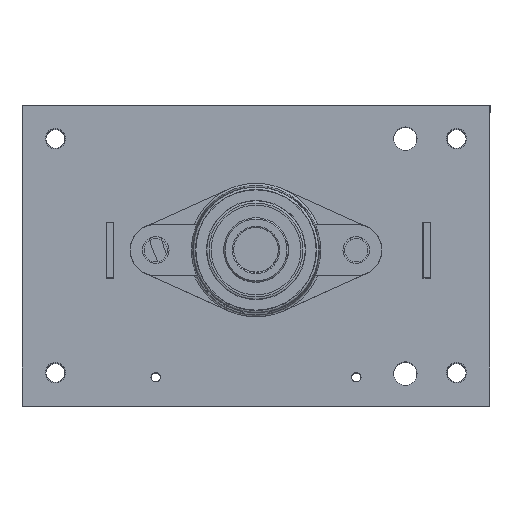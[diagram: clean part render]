
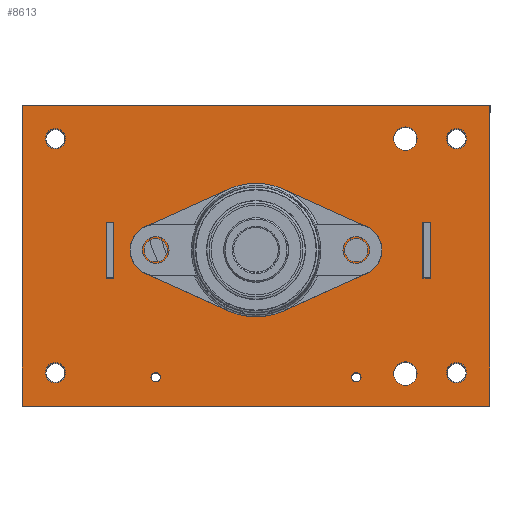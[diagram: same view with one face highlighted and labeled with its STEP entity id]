
A CAD part, top view. The second image highlights one B-rep face of the part: STEP entity #8613.
In plain terms, the highlighted planar face has unit normal (0, 0, 1).
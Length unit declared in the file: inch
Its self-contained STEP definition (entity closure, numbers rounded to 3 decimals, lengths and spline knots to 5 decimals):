
#360=CIRCLE('',#9477,0.82677);
#362=CIRCLE('',#9480,0.20669);
#364=CIRCLE('',#9483,0.20669);
#366=CIRCLE('',#9486,0.20669);
#368=CIRCLE('',#9489,0.20669);
#370=CIRCLE('',#9500,0.17717);
#372=CIRCLE('',#9503,0.17717);
#374=CIRCLE('',#9506,0.17717);
#376=CIRCLE('',#9509,0.17717);
#378=CIRCLE('',#9512,0.08335);
#380=CIRCLE('',#9515,0.08335);
#735=FACE_BOUND('',#1437,.T.);
#736=FACE_BOUND('',#1438,.T.);
#737=FACE_BOUND('',#1439,.T.);
#738=FACE_BOUND('',#1440,.T.);
#739=FACE_BOUND('',#1441,.T.);
#740=FACE_BOUND('',#1442,.T.);
#741=FACE_BOUND('',#1443,.T.);
#742=FACE_BOUND('',#1444,.T.);
#743=FACE_BOUND('',#1445,.T.);
#744=FACE_BOUND('',#1446,.T.);
#745=FACE_BOUND('',#1447,.T.);
#746=FACE_BOUND('',#1448,.T.);
#747=FACE_BOUND('',#1449,.T.);
#952=FACE_OUTER_BOUND('',#1436,.T.);
#1436=EDGE_LOOP('',(#5993,#5994,#5995,#5996));
#1437=EDGE_LOOP('',(#5997));
#1438=EDGE_LOOP('',(#5998));
#1439=EDGE_LOOP('',(#5999));
#1440=EDGE_LOOP('',(#6000));
#1441=EDGE_LOOP('',(#6001));
#1442=EDGE_LOOP('',(#6002,#6003,#6004,#6005));
#1443=EDGE_LOOP('',(#6006,#6007,#6008,#6009));
#1444=EDGE_LOOP('',(#6010));
#1445=EDGE_LOOP('',(#6011));
#1446=EDGE_LOOP('',(#6012));
#1447=EDGE_LOOP('',(#6013));
#1448=EDGE_LOOP('',(#6014));
#1449=EDGE_LOOP('',(#6015));
#2111=LINE('',#12908,#2992);
#2115=LINE('',#12915,#2996);
#2118=LINE('',#12921,#2999);
#2120=LINE('',#12924,#3001);
#2123=LINE('',#12932,#3004);
#2127=LINE('',#12939,#3008);
#2130=LINE('',#12945,#3011);
#2132=LINE('',#12948,#3013);
#2135=LINE('',#12986,#3016);
#2138=LINE('',#12992,#3019);
#2141=LINE('',#12998,#3022);
#2144=LINE('',#13002,#3025);
#2992=VECTOR('',#10476,0.3937);
#2996=VECTOR('',#10482,0.3937);
#2999=VECTOR('',#10487,0.3937);
#3001=VECTOR('',#10491,0.3937);
#3004=VECTOR('',#10496,0.3937);
#3008=VECTOR('',#10502,0.3937);
#3011=VECTOR('',#10507,0.3937);
#3013=VECTOR('',#10511,0.3937);
#3016=VECTOR('',#10552,0.3937);
#3019=VECTOR('',#10557,0.3937);
#3022=VECTOR('',#10562,0.3937);
#3025=VECTOR('',#10567,0.3937);
#3819=VERTEX_POINT('',#12877);
#3821=VERTEX_POINT('',#12882);
#3823=VERTEX_POINT('',#12887);
#3825=VERTEX_POINT('',#12892);
#3827=VERTEX_POINT('',#12897);
#3831=VERTEX_POINT('',#12905);
#3832=VERTEX_POINT('',#12907);
#3834=VERTEX_POINT('',#12913);
#3836=VERTEX_POINT('',#12919);
#3839=VERTEX_POINT('',#12929);
#3840=VERTEX_POINT('',#12931);
#3842=VERTEX_POINT('',#12937);
#3844=VERTEX_POINT('',#12943);
#3845=VERTEX_POINT('',#12950);
#3847=VERTEX_POINT('',#12955);
#3849=VERTEX_POINT('',#12960);
#3851=VERTEX_POINT('',#12965);
#3853=VERTEX_POINT('',#12970);
#3855=VERTEX_POINT('',#12975);
#3859=VERTEX_POINT('',#12983);
#3860=VERTEX_POINT('',#12985);
#3862=VERTEX_POINT('',#12991);
#3864=VERTEX_POINT('',#12997);
#4643=EDGE_CURVE('',#3819,#3819,#360,.T.);
#4645=EDGE_CURVE('',#3821,#3821,#362,.T.);
#4647=EDGE_CURVE('',#3823,#3823,#364,.T.);
#4649=EDGE_CURVE('',#3825,#3825,#366,.T.);
#4651=EDGE_CURVE('',#3827,#3827,#368,.T.);
#4655=EDGE_CURVE('',#3832,#3831,#2111,.T.);
#4659=EDGE_CURVE('',#3831,#3834,#2115,.T.);
#4662=EDGE_CURVE('',#3834,#3836,#2118,.T.);
#4664=EDGE_CURVE('',#3836,#3832,#2120,.T.);
#4667=EDGE_CURVE('',#3840,#3839,#2123,.T.);
#4671=EDGE_CURVE('',#3839,#3842,#2127,.T.);
#4674=EDGE_CURVE('',#3842,#3844,#2130,.T.);
#4676=EDGE_CURVE('',#3844,#3840,#2132,.T.);
#4677=EDGE_CURVE('',#3845,#3845,#370,.T.);
#4679=EDGE_CURVE('',#3847,#3847,#372,.T.);
#4681=EDGE_CURVE('',#3849,#3849,#374,.T.);
#4683=EDGE_CURVE('',#3851,#3851,#376,.T.);
#4685=EDGE_CURVE('',#3853,#3853,#378,.T.);
#4687=EDGE_CURVE('',#3855,#3855,#380,.T.);
#4691=EDGE_CURVE('',#3860,#3859,#2135,.T.);
#4694=EDGE_CURVE('',#3862,#3860,#2138,.T.);
#4697=EDGE_CURVE('',#3864,#3862,#2141,.T.);
#4700=EDGE_CURVE('',#3859,#3864,#2144,.T.);
#5993=ORIENTED_EDGE('',*,*,#4700,.T.);
#5994=ORIENTED_EDGE('',*,*,#4697,.T.);
#5995=ORIENTED_EDGE('',*,*,#4694,.T.);
#5996=ORIENTED_EDGE('',*,*,#4691,.T.);
#5997=ORIENTED_EDGE('',*,*,#4643,.T.);
#5998=ORIENTED_EDGE('',*,*,#4645,.T.);
#5999=ORIENTED_EDGE('',*,*,#4647,.T.);
#6000=ORIENTED_EDGE('',*,*,#4649,.T.);
#6001=ORIENTED_EDGE('',*,*,#4651,.T.);
#6002=ORIENTED_EDGE('',*,*,#4655,.T.);
#6003=ORIENTED_EDGE('',*,*,#4659,.T.);
#6004=ORIENTED_EDGE('',*,*,#4662,.T.);
#6005=ORIENTED_EDGE('',*,*,#4664,.T.);
#6006=ORIENTED_EDGE('',*,*,#4667,.T.);
#6007=ORIENTED_EDGE('',*,*,#4671,.T.);
#6008=ORIENTED_EDGE('',*,*,#4674,.T.);
#6009=ORIENTED_EDGE('',*,*,#4676,.T.);
#6010=ORIENTED_EDGE('',*,*,#4677,.T.);
#6011=ORIENTED_EDGE('',*,*,#4679,.T.);
#6012=ORIENTED_EDGE('',*,*,#4681,.T.);
#6013=ORIENTED_EDGE('',*,*,#4683,.T.);
#6014=ORIENTED_EDGE('',*,*,#4685,.T.);
#6015=ORIENTED_EDGE('',*,*,#4687,.T.);
#7857=PLANE('',#9522);
#8613=ADVANCED_FACE('',(#952,#735,#736,#737,#738,#739,#740,#741,#742,#743,
#744,#745,#746,#747),#7857,.T.);
#9477=AXIS2_PLACEMENT_3D('',#12878,#10444,#10445);
#9480=AXIS2_PLACEMENT_3D('',#12883,#10450,#10451);
#9483=AXIS2_PLACEMENT_3D('',#12888,#10456,#10457);
#9486=AXIS2_PLACEMENT_3D('',#12893,#10462,#10463);
#9489=AXIS2_PLACEMENT_3D('',#12898,#10468,#10469);
#9500=AXIS2_PLACEMENT_3D('',#12951,#10514,#10515);
#9503=AXIS2_PLACEMENT_3D('',#12956,#10520,#10521);
#9506=AXIS2_PLACEMENT_3D('',#12961,#10526,#10527);
#9509=AXIS2_PLACEMENT_3D('',#12966,#10532,#10533);
#9512=AXIS2_PLACEMENT_3D('',#12971,#10538,#10539);
#9515=AXIS2_PLACEMENT_3D('',#12976,#10544,#10545);
#9522=AXIS2_PLACEMENT_3D('',#13004,#10570,#10571);
#10444=DIRECTION('center_axis',(0.,0.,-1.));
#10445=DIRECTION('ref_axis',(-1.,0.,0.));
#10450=DIRECTION('center_axis',(0.,0.,-1.));
#10451=DIRECTION('ref_axis',(-1.,0.,0.));
#10456=DIRECTION('center_axis',(0.,0.,-1.));
#10457=DIRECTION('ref_axis',(-1.,0.,0.));
#10462=DIRECTION('center_axis',(0.,0.,-1.));
#10463=DIRECTION('ref_axis',(-1.,0.,0.));
#10468=DIRECTION('center_axis',(0.,0.,-1.));
#10469=DIRECTION('ref_axis',(-1.,0.,0.));
#10476=DIRECTION('',(0.,1.,0.));
#10482=DIRECTION('',(1.,0.,0.));
#10487=DIRECTION('',(0.,-1.,0.));
#10491=DIRECTION('',(-1.,0.,0.));
#10496=DIRECTION('',(0.,1.,0.));
#10502=DIRECTION('',(1.,0.,0.));
#10507=DIRECTION('',(0.,-1.,0.));
#10511=DIRECTION('',(-1.,0.,0.));
#10514=DIRECTION('center_axis',(0.,0.,-1.));
#10515=DIRECTION('ref_axis',(-1.,0.,0.));
#10520=DIRECTION('center_axis',(0.,0.,-1.));
#10521=DIRECTION('ref_axis',(-1.,0.,0.));
#10526=DIRECTION('center_axis',(0.,0.,-1.));
#10527=DIRECTION('ref_axis',(-1.,0.,0.));
#10532=DIRECTION('center_axis',(0.,0.,-1.));
#10533=DIRECTION('ref_axis',(-1.,0.,0.));
#10538=DIRECTION('center_axis',(0.,0.,-1.));
#10539=DIRECTION('ref_axis',(-1.,0.,0.));
#10544=DIRECTION('center_axis',(0.,0.,-1.));
#10545=DIRECTION('ref_axis',(-1.,0.,0.));
#10552=DIRECTION('',(0.,1.,0.));
#10557=DIRECTION('',(1.,0.,0.));
#10562=DIRECTION('',(0.,-1.,0.));
#10567=DIRECTION('',(-1.,0.,0.));
#10570=DIRECTION('center_axis',(0.,0.,1.));
#10571=DIRECTION('ref_axis',(1.,0.,0.));
#12877=CARTESIAN_POINT('',(-2.12598,0.,0.25));
#12878=CARTESIAN_POINT('Origin',(-2.95276,0.,
0.25));
#12882=CARTESIAN_POINT('',(-0.10827,-2.18144,0.25));
#12883=CARTESIAN_POINT('Origin',(-0.31496,-2.18144,0.25));
#12887=CARTESIAN_POINT('',(-0.10827,1.9685,0.25));
#12888=CARTESIAN_POINT('Origin',(-0.31496,1.9685,0.25));
#12892=CARTESIAN_POINT('',(-0.97441,0.,0.25));
#12893=CARTESIAN_POINT('Origin',(-1.1811,0.,
0.25));
#12897=CARTESIAN_POINT('',(-4.51772,0.,0.25));
#12898=CARTESIAN_POINT('Origin',(-4.72441,0.,
0.25));
#12905=CARTESIAN_POINT('',(-0.00394,0.49606,0.25));
#12907=CARTESIAN_POINT('',(-0.00394,-0.49606,0.25));
#12908=CARTESIAN_POINT('',(-0.00394,0.19882,0.25));
#12913=CARTESIAN_POINT('',(0.12606,0.49606,0.25));
#12915=CARTESIAN_POINT('',(-1.41335,0.49606,0.25));
#12919=CARTESIAN_POINT('',(0.12606,-0.49606,0.25));
#12921=CARTESIAN_POINT('',(0.12606,-0.29724,0.25));
#12924=CARTESIAN_POINT('',(-1.47835,-0.49606,0.25));
#12929=CARTESIAN_POINT('',(-5.60244,0.49213,0.25));
#12931=CARTESIAN_POINT('',(-5.60244,-0.5,0.25));
#12932=CARTESIAN_POINT('',(-5.60244,0.19685,0.25));
#12937=CARTESIAN_POINT('',(-5.47244,0.49213,0.25));
#12939=CARTESIAN_POINT('',(-4.2126,0.49213,0.25));
#12943=CARTESIAN_POINT('',(-5.47244,-0.5,0.25));
#12945=CARTESIAN_POINT('',(-5.47244,-0.29921,0.25));
#12948=CARTESIAN_POINT('',(-4.2776,-0.5,0.25));
#12950=CARTESIAN_POINT('',(0.76772,-2.16535,0.25));
#12951=CARTESIAN_POINT('Origin',(0.59055,-2.16535,0.25));
#12955=CARTESIAN_POINT('',(-6.3189,1.9685,0.25));
#12956=CARTESIAN_POINT('Origin',(-6.49606,1.9685,0.25));
#12960=CARTESIAN_POINT('',(-6.3189,-2.16535,0.25));
#12961=CARTESIAN_POINT('Origin',(-6.49606,-2.16535,0.25));
#12965=CARTESIAN_POINT('',(0.76772,1.9685,0.25));
#12966=CARTESIAN_POINT('Origin',(0.59055,1.9685,0.25));
#12970=CARTESIAN_POINT('',(-4.64106,-2.24409,0.25));
#12971=CARTESIAN_POINT('Origin',(-4.72441,-2.24409,0.25));
#12975=CARTESIAN_POINT('',(-1.09776,-2.24409,0.25));
#12976=CARTESIAN_POINT('Origin',(-1.1811,-2.24409,0.25));
#12983=CARTESIAN_POINT('',(1.1811,2.55906,0.25));
#12985=CARTESIAN_POINT('',(1.1811,-2.75591,0.25));
#12986=CARTESIAN_POINT('',(1.1811,2.55906,0.25));
#12991=CARTESIAN_POINT('',(-7.08661,-2.75591,0.25));
#12992=CARTESIAN_POINT('',(1.1811,-2.75591,0.25));
#12997=CARTESIAN_POINT('',(-7.08661,2.55906,0.25));
#12998=CARTESIAN_POINT('',(-7.08661,-2.75591,0.25));
#13002=CARTESIAN_POINT('',(-7.08661,2.55906,0.25));
#13004=CARTESIAN_POINT('Origin',(-2.95276,-0.09843,
0.25));
